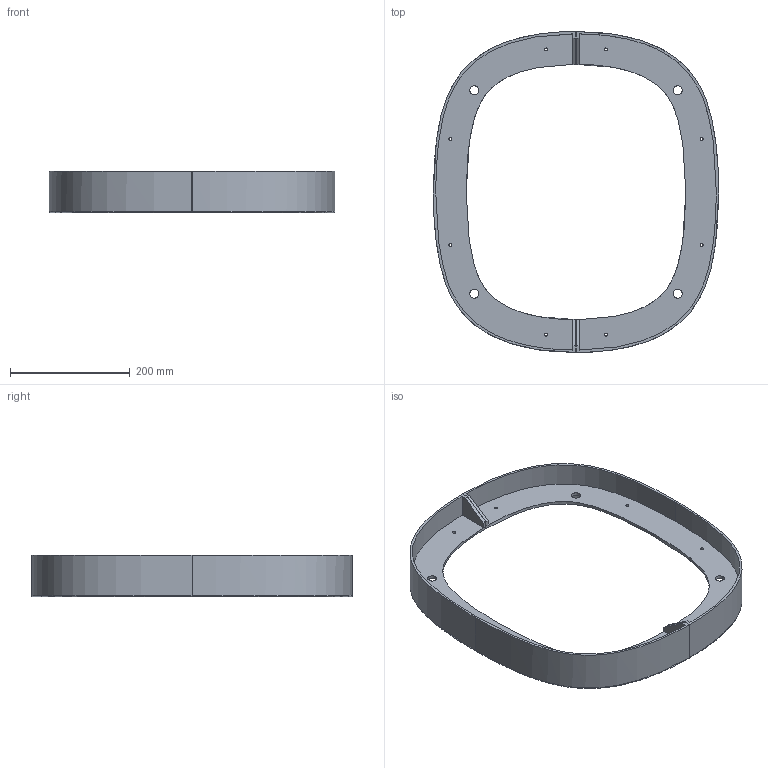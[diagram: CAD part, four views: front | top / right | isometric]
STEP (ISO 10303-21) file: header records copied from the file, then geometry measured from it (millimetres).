
FILE_DESCRIPTION (( 'STEP AP203' ), '1' );
FILE_NAME ('MS001-B.04.006SL.1.1 殑敖啣.step', '2021-08-27T10:58:53', ( 'Windows User' ), ( 'P R C' ), 'SwSTEP 2.0', 'SolidWorks 2016', '' );
FILE_SCHEMA (( 'CONFIG_CONTROL_DESIGN' ));
Length unit declared in the file: millimetre
Products named in the file (2): MS001-B.04.006SL.1.1 殑敖啣; 殑敖啣
Assembly tree (2 placements, depth 2):
  MS001-B.04.006SL.1.1 殑敖啣
    殑敖啣  x2
Bounding box: 477.24 x 536.75 x 69 mm (x, y, z)
Volume: 860489.7 mm3; surface area: 404433.9 mm2
Topology: 2 solids, 2 shells, 68 faces, 186 edges, 122 vertices
Faces by surface type: bspline 28, cylinder 24, plane 16
Entity records: 3073 total; most frequent: CARTESIAN_POINT 2046, ORIENTED_EDGE 186, DIRECTION 136, EDGE_CURVE 93, VERTEX_POINT 61, AXIS2_PLACEMENT_3D 49, EDGE_LOOP 46, VECTOR 38
